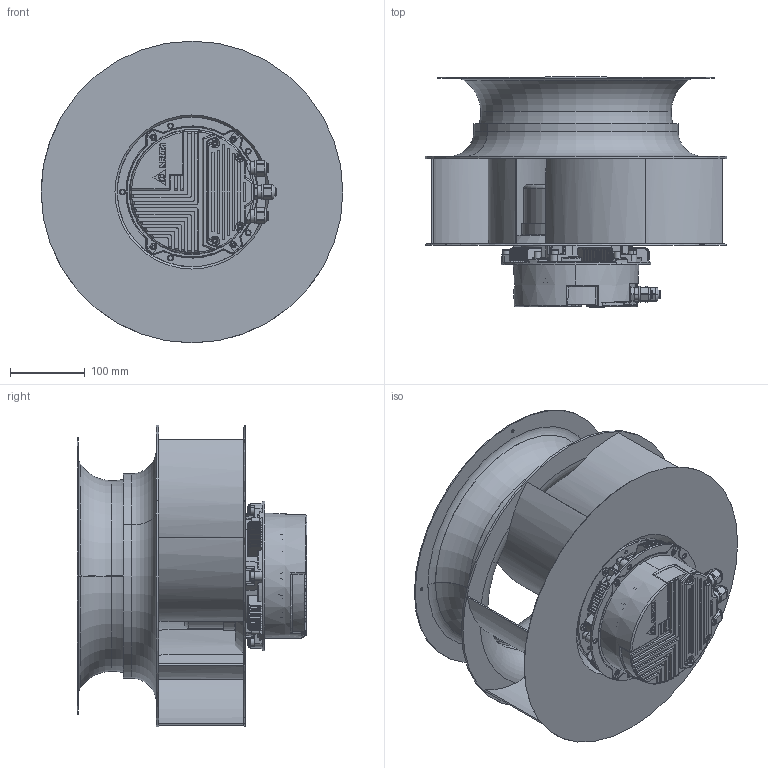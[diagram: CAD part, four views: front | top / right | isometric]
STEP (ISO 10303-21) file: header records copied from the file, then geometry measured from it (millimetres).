
FILE_DESCRIPTION((''),'2;1');
FILE_NAME('ASM0008_ASM','2017-11-06T',('CHESTER.YAN'),(''),'CREO PARAMETRIC BY PTC INC, 2015080','CREO PARAMETRIC BY PTC INC, 2015080','');
FILE_SCHEMA(('CONFIG_CONTROL_DESIGN'));
Products named in the file (9): _OD116_MOTOR_1_1_2_3_4_5_1; _OD116_MOTOR_1_1_2_3_4_5_2; _OD116_MOTOR_1_1_2_3_4_5_3; _OD116_MOTOR_1_1_2_3_4_5_4; _OD116_MOTOR_1_1_2_3_4_5_ASM; OD116_MOTOR_ASM_1_1_2_3_ASM; PRT0008; PRT0009; ASM0008_ASM
Assembly tree (8 placements, depth 4):
  ASM0008_ASM
    OD116_MOTOR_ASM_1_1_2_3_ASM
      _OD116_MOTOR_1_1_2_3_4_5_ASM
        _OD116_MOTOR_1_1_2_3_4_5_1
        _OD116_MOTOR_1_1_2_3_4_5_2
        _OD116_MOTOR_1_1_2_3_4_5_3
        _OD116_MOTOR_1_1_2_3_4_5_4
    PRT0008
    PRT0009
Bounding box: 404 x 307.5 x 404 mm (x, y, z)
Volume: 2326105.8 mm3; surface area: 1285138.5 mm2
Topology: 6 solids, 27 shells, 3341 faces, 9312 edges, 5978 vertices
Faces by surface type: cylinder 1220, plane 1117, torus 508, bspline 256, cone 111, sphere 97, extrusion 32
Entity records: 139634 total; most frequent: CARTESIAN_POINT 57114, ORIENTED_EDGE 18119, DIRECTION 16404, EDGE_CURVE 9216, AXIS2_PLACEMENT_3D 6620, VERTEX_POINT 5978, CIRCLE 3544, EDGE_LOOP 3485
